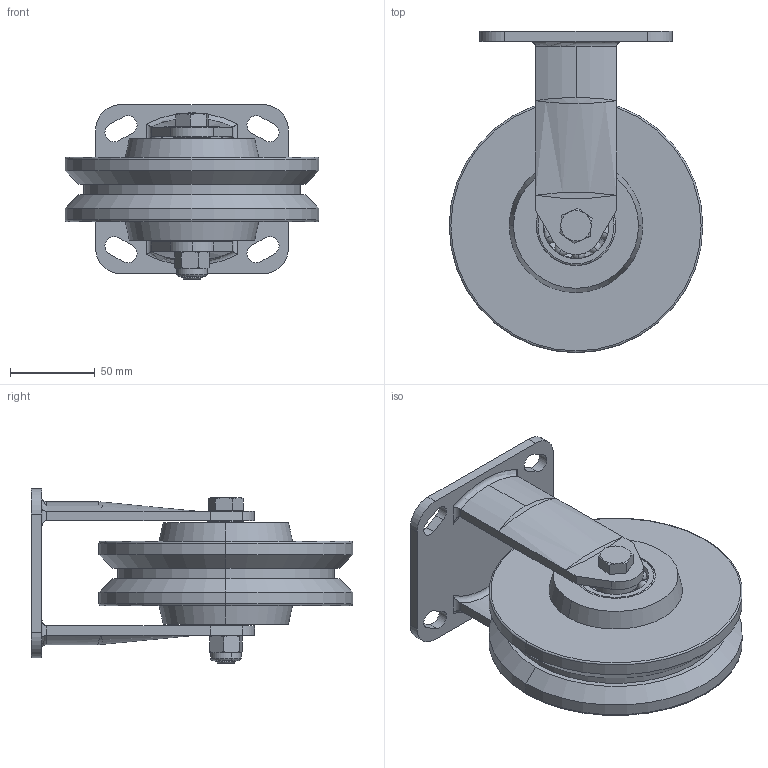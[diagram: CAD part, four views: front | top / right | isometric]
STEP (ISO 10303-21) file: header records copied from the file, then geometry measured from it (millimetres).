
FILE_DESCRIPTION (( 'STEP AP203' ), '1' );
FILE_NAME ('R6697.STEP', '2020-02-24T06:59:40', ( '' ), ( '' ), 'SwSTEP 2.0', 'SolidWorks 2013', '' );
FILE_SCHEMA (( 'CONFIG_CONTROL_DESIGN' ));
Length unit declared in the file: millimetre
Products named in the file (1): R6697
Bounding box: 150 x 190 x 103.26 mm (x, y, z)
Volume: 809347.8 mm3; surface area: 148346.7 mm2
Topology: 8 solids, 8 shells, 362 faces, 1129 edges, 704 vertices
Faces by surface type: cylinder 93, torus 92, plane 67, cone 46, sphere 40, bspline 24
Entity records: 15319 total; most frequent: CARTESIAN_POINT 6083, ORIENTED_EDGE 2066, DIRECTION 1823, EDGE_CURVE 1033, AXIS2_PLACEMENT_3D 805, VERTEX_POINT 664, CIRCLE 466, EDGE_LOOP 403
